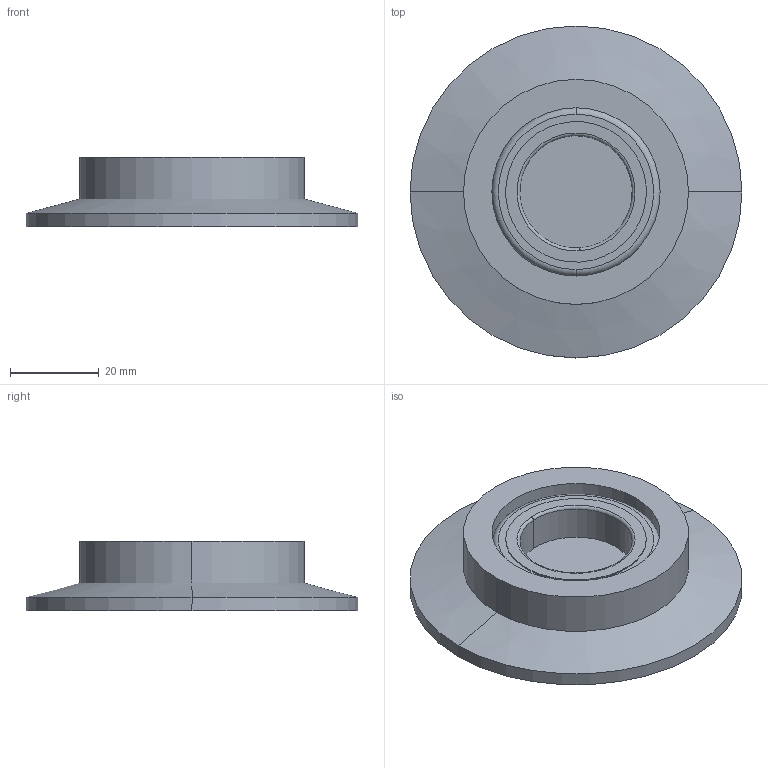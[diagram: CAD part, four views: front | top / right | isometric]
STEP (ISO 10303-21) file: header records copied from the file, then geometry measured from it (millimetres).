
FILE_DESCRIPTION (( 'STEP AP203' ), '1' );
FILE_NAME ('A1641-1-QF.STEP', '2019-10-03T18:48:01', ( '' ), ( '' ), 'SwSTEP 2.0', 'SolidWorks 2019', '' );
FILE_SCHEMA (( 'CONFIG_CONTROL_DESIGN' ));
Length unit declared in the file: inch
Products named in the file (1): A1641-1-QF
Bounding box: 74.93 x 74.93 x 15.75 mm (x, y, z)
Volume: 24949.3 mm3; surface area: 14826.3 mm2
Topology: 1 solids, 1 shells, 41 faces, 82 edges, 52 vertices
Faces by surface type: cylinder 22, plane 11, torus 6, cone 2
Entity records: 1169 total; most frequent: DIRECTION 224, CARTESIAN_POINT 176, ORIENTED_EDGE 164, AXIS2_PLACEMENT_3D 100, EDGE_CURVE 82, CIRCLE 58, VERTEX_POINT 52, EDGE_LOOP 50
